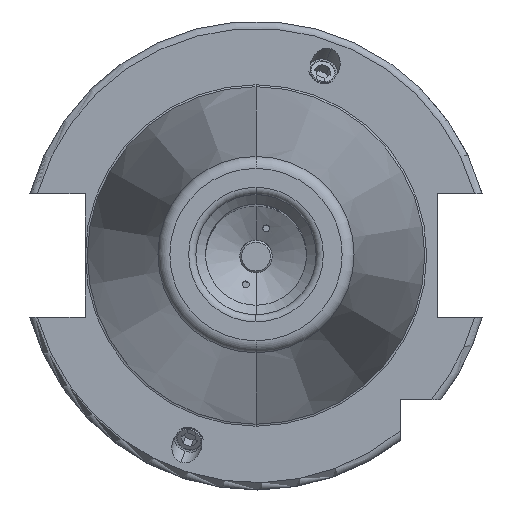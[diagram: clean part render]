
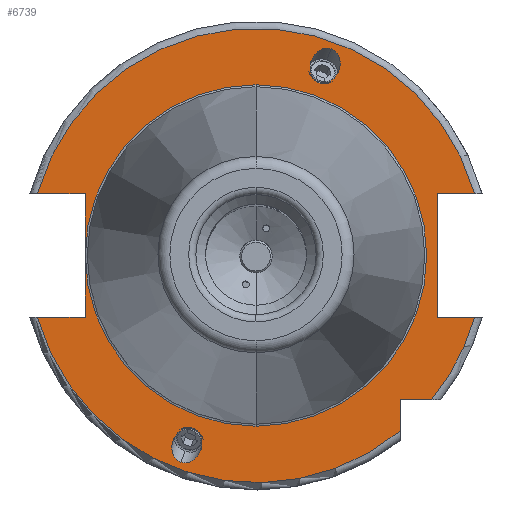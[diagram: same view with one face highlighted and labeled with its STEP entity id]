
A CAD part, top view. The second image highlights one B-rep face of the part: STEP entity #6739.
In plain terms, the highlighted planar face has unit normal (0, 0, 1).
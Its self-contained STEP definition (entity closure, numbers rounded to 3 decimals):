
#2243=CARTESIAN_POINT('',(0,0,15.9));
#2244=DIRECTION('',(0,0,1));
#2245=DIRECTION('',(0.962,0.272,0));
#2246=AXIS2_PLACEMENT_3D('',#2243,#2244,#2245);
#2294=CARTESIAN_POINT('',(0,0,15.9));
#2295=DIRECTION('',(0,0,1));
#2296=DIRECTION('',(-0.962,-0.272,0));
#2297=AXIS2_PLACEMENT_3D('',#2294,#2295,#2296);
#2313=DIRECTION('',(1,0,0));
#2314=VECTOR('',#2313,9.969);
#2315=CARTESIAN_POINT('',(-45.469,-12.85,15.9));
#2316=LINE('',#2315,#2314);
#2317=DIRECTION('',(0.,1,0));
#2318=VECTOR('',#2317,12.85);
#2319=CARTESIAN_POINT('',(-35.5,-12.85,15.9));
#2320=LINE('',#2319,#2318);
#2321=DIRECTION('',(0.,1,0));
#2322=VECTOR('',#2321,12.85);
#2323=CARTESIAN_POINT('',(-35.5,0,15.9));
#2324=LINE('',#2323,#2322);
#2325=DIRECTION('',(1,0,0));
#2326=VECTOR('',#2325,9.969);
#2327=CARTESIAN_POINT('',(-45.469,12.85,15.9));
#2328=LINE('',#2327,#2326);
#2329=DIRECTION('',(-1,0,0));
#2330=VECTOR('',#2329,7.769);
#2331=CARTESIAN_POINT('',(45.469,12.85,15.9));
#2332=LINE('',#2331,#2330);
#2333=DIRECTION('',(0,-1,0));
#2334=VECTOR('',#2333,25.7);
#2335=CARTESIAN_POINT('',(37.7,12.85,15.9));
#2336=LINE('',#2335,#2334);
#2337=DIRECTION('',(-1,0,0));
#2338=VECTOR('',#2337,7.769);
#2339=CARTESIAN_POINT('',(45.469,-12.85,15.9));
#2340=LINE('',#2339,#2338);
#2341=CARTESIAN_POINT('',(0,0,15.9));
#2342=DIRECTION('',(0,0,1));
#2343=DIRECTION('',(0.773,-0.635,0));
#2344=AXIS2_PLACEMENT_3D('',#2341,#2342,#2343);
#2346=DIRECTION('',(-1,0,0));
#2347=VECTOR('',#2346,6.504);
#2348=CARTESIAN_POINT('',(36.504,-30,15.9));
#2349=LINE('',#2348,#2347);
#2350=DIRECTION('',(0,1,0));
#2351=VECTOR('',#2350,6.504);
#2352=CARTESIAN_POINT('',(30,-36.504,15.9));
#2353=LINE('',#2352,#2351);
#2354=CARTESIAN_POINT('',(15.638,42.966,15.9));
#2355=CARTESIAN_POINT('',(15.301,43.089,15.9));
#2356=CARTESIAN_POINT('',(14.517,43.205,15.9));
#2357=CARTESIAN_POINT('',(13.205,42.774,15.9));
#2358=CARTESIAN_POINT('',(12.281,41.938,15.9));
#2359=CARTESIAN_POINT('',(11.759,41.131,15.9));
#2360=CARTESIAN_POINT('',(11.484,40.516,15.9));
#2361=CARTESIAN_POINT('',(11.299,39.867,15.9));
#2362=CARTESIAN_POINT('',(11.18,38.913,15.9));
#2363=CARTESIAN_POINT('',(11.35,37.679,15.9));
#2364=CARTESIAN_POINT('',(12.078,36.506,15.9));
#2365=CARTESIAN_POINT('',(12.754,36.091,15.9));
#2366=CARTESIAN_POINT('',(13.091,35.968,15.9));
#2368=CARTESIAN_POINT('',(13.091,35.968,15.9));
#2369=CARTESIAN_POINT('',(13.429,35.845,15.9));
#2370=CARTESIAN_POINT('',(14.213,35.729,15.9));
#2371=CARTESIAN_POINT('',(15.525,36.16,15.9));
#2372=CARTESIAN_POINT('',(16.448,36.996,15.9));
#2373=CARTESIAN_POINT('',(16.971,37.803,15.9));
#2374=CARTESIAN_POINT('',(17.246,38.418,15.9));
#2375=CARTESIAN_POINT('',(17.431,39.067,15.9));
#2376=CARTESIAN_POINT('',(17.549,40.021,15.9));
#2377=CARTESIAN_POINT('',(17.379,41.255,15.9));
#2378=CARTESIAN_POINT('',(16.651,42.428,15.9));
#2379=CARTESIAN_POINT('',(15.976,42.843,15.9));
#2380=CARTESIAN_POINT('',(15.638,42.966,15.9));
#2382=CARTESIAN_POINT('',(-15.638,-42.966,15.9));
#2383=CARTESIAN_POINT('',(-15.976,-42.843,15.9));
#2384=CARTESIAN_POINT('',(-16.651,-42.428,15.9));
#2385=CARTESIAN_POINT('',(-17.379,-41.255,15.9));
#2386=CARTESIAN_POINT('',(-17.549,-40.021,15.9));
#2387=CARTESIAN_POINT('',(-17.431,-39.067,15.9));
#2388=CARTESIAN_POINT('',(-17.246,-38.418,15.9));
#2389=CARTESIAN_POINT('',(-16.971,-37.803,15.9));
#2390=CARTESIAN_POINT('',(-16.448,-36.996,15.9));
#2391=CARTESIAN_POINT('',(-15.525,-36.16,15.9));
#2392=CARTESIAN_POINT('',(-14.213,-35.729,15.9));
#2393=CARTESIAN_POINT('',(-13.429,-35.845,15.9));
#2394=CARTESIAN_POINT('',(-13.091,-35.968,15.9));
#2396=CARTESIAN_POINT('',(-13.091,-35.968,15.9));
#2397=CARTESIAN_POINT('',(-12.754,-36.091,15.9));
#2398=CARTESIAN_POINT('',(-12.078,-36.506,15.9));
#2399=CARTESIAN_POINT('',(-11.35,-37.679,15.9));
#2400=CARTESIAN_POINT('',(-11.18,-38.913,15.9));
#2401=CARTESIAN_POINT('',(-11.299,-39.867,15.9));
#2402=CARTESIAN_POINT('',(-11.484,-40.516,15.9));
#2403=CARTESIAN_POINT('',(-11.759,-41.131,15.9));
#2404=CARTESIAN_POINT('',(-12.281,-41.938,15.9));
#2405=CARTESIAN_POINT('',(-13.205,-42.774,15.9));
#2406=CARTESIAN_POINT('',(-14.517,-43.205,15.9));
#2407=CARTESIAN_POINT('',(-15.301,-43.089,15.9));
#2408=CARTESIAN_POINT('',(-15.638,-42.966,15.9));
#2410=CARTESIAN_POINT('',(0,0,15.9));
#2411=DIRECTION('',(0,0,1));
#2412=DIRECTION('',(0,1,0));
#2413=AXIS2_PLACEMENT_3D('',#2410,#2411,#2412);
#2425=CARTESIAN_POINT('',(0,0,15.9));
#2426=DIRECTION('',(0,0,1));
#2427=DIRECTION('',(-1,0,0));
#2428=AXIS2_PLACEMENT_3D('',#2425,#2426,#2427);
#2430=CARTESIAN_POINT('',(0,0,15.9));
#2431=DIRECTION('',(0,0,-1));
#2432=DIRECTION('',(0,1,0));
#2433=AXIS2_PLACEMENT_3D('',#2430,#2431,#2432);
#3803=CARTESIAN_POINT('',(0,35.5,15.9));
#3805=VERTEX_POINT('',#3803);
#3825=CARTESIAN_POINT('',(0,-35.5,15.9));
#3827=VERTEX_POINT('',#3825);
#3973=CARTESIAN_POINT('',(-45.469,-12.85,15.9));
#3974=CARTESIAN_POINT('',(-35.5,-12.85,15.9));
#3975=VERTEX_POINT('',#3973);
#3976=VERTEX_POINT('',#3974);
#3977=CARTESIAN_POINT('',(-35.5,0,15.9));
#3978=VERTEX_POINT('',#3977);
#3979=CARTESIAN_POINT('',(-35.5,12.85,15.9));
#3980=VERTEX_POINT('',#3979);
#3981=CARTESIAN_POINT('',(-45.469,12.85,15.9));
#3982=VERTEX_POINT('',#3981);
#3983=CARTESIAN_POINT('',(37.7,12.85,15.9));
#3984=CARTESIAN_POINT('',(37.7,-12.85,15.9));
#3985=VERTEX_POINT('',#3983);
#3986=VERTEX_POINT('',#3984);
#3987=CARTESIAN_POINT('',(45.469,-12.85,15.9));
#3988=VERTEX_POINT('',#3987);
#3989=CARTESIAN_POINT('',(45.469,12.85,15.9));
#3990=VERTEX_POINT('',#3989);
#3991=CARTESIAN_POINT('',(30,-36.504,15.9));
#3992=CARTESIAN_POINT('',(30,-30,15.9));
#3993=VERTEX_POINT('',#3991);
#3994=VERTEX_POINT('',#3992);
#3995=CARTESIAN_POINT('',(36.504,-30,15.9));
#3996=VERTEX_POINT('',#3995);
#4089=VERTEX_POINT('',#2354);
#4090=VERTEX_POINT('',#2366);
#4145=CARTESIAN_POINT('',(-15.638,-42.966,15.9));
#4147=VERTEX_POINT('',#4145);
#4152=CARTESIAN_POINT('',(-13.091,-35.968,15.9));
#4153=VERTEX_POINT('',#4152);
#6700=CARTESIAN_POINT('',(0,0,15.9));
#6701=DIRECTION('',(0,0,-1));
#6702=DIRECTION('',(0,-1,0));
#6703=AXIS2_PLACEMENT_3D('',#6700,#6701,#6702);
#6704=PLANE('',#6703);
#6705=ORIENTED_EDGE('',*,*,#6099,.T.);
#6706=ORIENTED_EDGE('',*,*,#6135,.T.);
#6708=ORIENTED_EDGE('',*,*,#6707,.T.);
#6710=ORIENTED_EDGE('',*,*,#6709,.F.);
#6712=ORIENTED_EDGE('',*,*,#6711,.T.);
#6713=ORIENTED_EDGE('',*,*,#6133,.T.);
#6714=ORIENTED_EDGE('',*,*,#6168,.F.);
#6715=ORIENTED_EDGE('',*,*,#6678,.F.);
#6717=ORIENTED_EDGE('',*,*,#6716,.T.);
#6719=ORIENTED_EDGE('',*,*,#6718,.T.);
#6720=ORIENTED_EDGE('',*,*,#6049,.F.);
#6721=ORIENTED_EDGE('',*,*,#6668,.F.);
#6722=ORIENTED_EDGE('',*,*,#6224,.T.);
#6723=ORIENTED_EDGE('',*,*,#6275,.F.);
#6724=ORIENTED_EDGE('',*,*,#6694,.F.);
#6725=EDGE_LOOP('',(#6705,#6706,#6708,#6710,#6712,#6713,#6714,#6715,#6717,#6719,
#6720,#6721,#6722,#6723,#6724));
#6726=FACE_OUTER_BOUND('',#6725,.F.);
#6728=ORIENTED_EDGE('',*,*,#6727,.T.);
#6730=ORIENTED_EDGE('',*,*,#6729,.T.);
#6731=EDGE_LOOP('',(#6728,#6730));
#6732=FACE_BOUND('',#6731,.F.);
#6734=ORIENTED_EDGE('',*,*,#6733,.F.);
#6736=ORIENTED_EDGE('',*,*,#6735,.F.);
#6737=EDGE_LOOP('',(#6734,#6736));
#6738=FACE_BOUND('',#6737,.F.);
#6739=ADVANCED_FACE('',(#6726,#6732,#6738),#6704,.F.);
#2247=CIRCLE('',#2246,47.25);
#2298=CIRCLE('',#2297,47.25);
#2345=CIRCLE('',#2344,47.25);
#2367=B_SPLINE_CURVE_WITH_KNOTS('',3,(#2354,#2355,#2356,#2357,#2358,#2359,#2360,
#2361,#2362,#2363,#2364,#2365,#2366),.UNSPECIFIED.,.F.,.F.,(4,1,1,1,1,1,1,1,1,1,
4),(0,0.125,0.25,0.375,0.438,0.5,0.563,0.625,0.75,0.875,
1.0),.UNSPECIFIED.);
#2381=B_SPLINE_CURVE_WITH_KNOTS('',3,(#2368,#2369,#2370,#2371,#2372,#2373,#2374,
#2375,#2376,#2377,#2378,#2379,#2380),.UNSPECIFIED.,.F.,.F.,(4,1,1,1,1,1,1,1,1,1,
4),(0,0.125,0.25,0.375,0.438,0.5,0.563,0.625,0.75,0.875,
1.0),.UNSPECIFIED.);
#2395=B_SPLINE_CURVE_WITH_KNOTS('',3,(#2382,#2383,#2384,#2385,#2386,#2387,#2388,
#2389,#2390,#2391,#2392,#2393,#2394),.UNSPECIFIED.,.F.,.F.,(4,1,1,1,1,1,1,1,1,1,
4),(0,0.125,0.25,0.375,0.438,0.5,0.563,0.625,0.75,0.875,
1.0),.UNSPECIFIED.);
#2409=B_SPLINE_CURVE_WITH_KNOTS('',3,(#2396,#2397,#2398,#2399,#2400,#2401,#2402,
#2403,#2404,#2405,#2406,#2407,#2408),.UNSPECIFIED.,.F.,.F.,(4,1,1,1,1,1,1,1,1,1,
4),(0,0.125,0.25,0.375,0.438,0.5,0.563,0.625,0.75,0.875,
1.0),.UNSPECIFIED.);
#2414=CIRCLE('',#2413,35.5);
#2429=CIRCLE('',#2428,35.5);
#2434=CIRCLE('',#2433,35.5);
#6049=EDGE_CURVE('',#3988,#3986,#2340,.T.);
#6099=EDGE_CURVE('',#3975,#3976,#2316,.T.);
#6133=EDGE_CURVE('',#3978,#3980,#2324,.T.);
#6135=EDGE_CURVE('',#3976,#3978,#2320,.T.);
#6168=EDGE_CURVE('',#3982,#3980,#2328,.T.);
#6224=EDGE_CURVE('',#3996,#3994,#2349,.T.);
#6275=EDGE_CURVE('',#3993,#3994,#2353,.T.);
#6668=EDGE_CURVE('',#3996,#3988,#2345,.T.);
#6678=EDGE_CURVE('',#3990,#3982,#2247,.T.);
#6694=EDGE_CURVE('',#3975,#3993,#2298,.T.);
#6707=EDGE_CURVE('',#3978,#3827,#2429,.T.);
#6709=EDGE_CURVE('',#3805,#3827,#2434,.T.);
#6711=EDGE_CURVE('',#3805,#3978,#2414,.T.);
#6716=EDGE_CURVE('',#3990,#3985,#2332,.T.);
#6718=EDGE_CURVE('',#3985,#3986,#2336,.T.);
#6727=EDGE_CURVE('',#4089,#4090,#2367,.T.);
#6729=EDGE_CURVE('',#4090,#4089,#2381,.T.);
#6733=EDGE_CURVE('',#4147,#4153,#2395,.T.);
#6735=EDGE_CURVE('',#4153,#4147,#2409,.T.);
